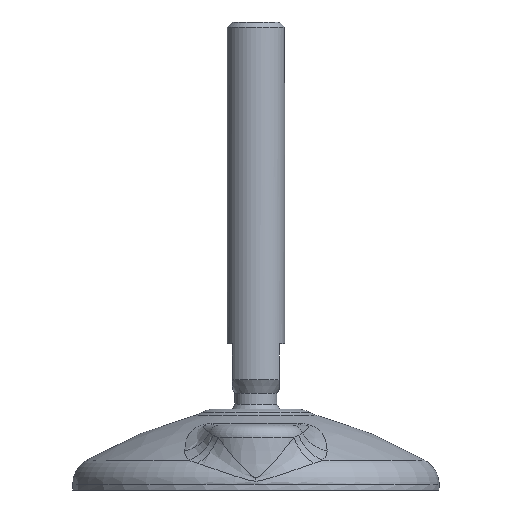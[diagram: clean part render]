
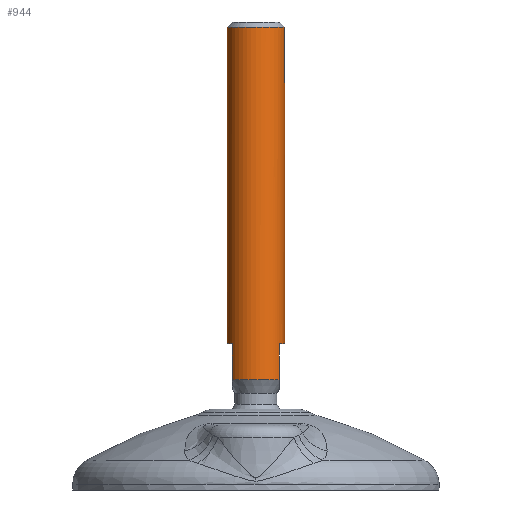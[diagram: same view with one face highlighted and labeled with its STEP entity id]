
A CAD part, left-side view. The second image highlights one B-rep face of the part: STEP entity #944.
In plain terms, the highlighted cylindrical face has radius 8 mm (diameter 16 mm), a full revolution.
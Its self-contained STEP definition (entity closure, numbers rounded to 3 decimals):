
#93=CYLINDRICAL_SURFACE('',#1073,8.);
#107=LINE('',#4676,#129);
#108=LINE('',#4682,#130);
#109=LINE('',#4686,#131);
#110=LINE('',#4690,#132);
#111=LINE('',#4694,#133);
#129=VECTOR('',#1306,8.);
#130=VECTOR('',#1311,10.);
#131=VECTOR('',#1314,10.);
#132=VECTOR('',#1317,10.);
#133=VECTOR('',#1320,10.);
#196=FACE_OUTER_BOUND('',#263,.T.);
#263=EDGE_LOOP('',(#777,#778,#779,#780,#781,#782,#783,#784,#785,#786,#787,
#788,#789,#790));
#335=CIRCLE('',#1074,8.);
#336=CIRCLE('',#1075,8.);
#337=CIRCLE('',#1076,8.);
#338=CIRCLE('',#1077,8.);
#339=CIRCLE('',#1078,8.);
#340=CIRCLE('',#1079,8.);
#341=CIRCLE('',#1080,8.);
#342=CIRCLE('',#1081,8.);
#414=VERTEX_POINT('',#4671);
#415=VERTEX_POINT('',#4672);
#416=VERTEX_POINT('',#4675);
#417=VERTEX_POINT('',#4677);
#418=VERTEX_POINT('',#4679);
#419=VERTEX_POINT('',#4681);
#420=VERTEX_POINT('',#4683);
#421=VERTEX_POINT('',#4685);
#422=VERTEX_POINT('',#4687);
#423=VERTEX_POINT('',#4689);
#424=VERTEX_POINT('',#4691);
#425=VERTEX_POINT('',#4693);
#538=EDGE_CURVE('',#414,#415,#335,.T.);
#539=EDGE_CURVE('',#415,#414,#336,.T.);
#540=EDGE_CURVE('',#415,#416,#107,.T.);
#541=EDGE_CURVE('',#416,#417,#337,.T.);
#542=EDGE_CURVE('',#417,#418,#338,.T.);
#543=EDGE_CURVE('',#418,#419,#108,.T.);
#544=EDGE_CURVE('',#419,#420,#339,.T.);
#545=EDGE_CURVE('',#420,#421,#109,.T.);
#546=EDGE_CURVE('',#421,#422,#340,.T.);
#547=EDGE_CURVE('',#423,#422,#110,.T.);
#548=EDGE_CURVE('',#424,#423,#341,.T.);
#549=EDGE_CURVE('',#425,#424,#111,.T.);
#550=EDGE_CURVE('',#425,#416,#342,.T.);
#777=ORIENTED_EDGE('',*,*,#538,.F.);
#778=ORIENTED_EDGE('',*,*,#539,.F.);
#779=ORIENTED_EDGE('',*,*,#540,.T.);
#780=ORIENTED_EDGE('',*,*,#541,.T.);
#781=ORIENTED_EDGE('',*,*,#542,.T.);
#782=ORIENTED_EDGE('',*,*,#543,.T.);
#783=ORIENTED_EDGE('',*,*,#544,.T.);
#784=ORIENTED_EDGE('',*,*,#545,.T.);
#785=ORIENTED_EDGE('',*,*,#546,.T.);
#786=ORIENTED_EDGE('',*,*,#547,.F.);
#787=ORIENTED_EDGE('',*,*,#548,.F.);
#788=ORIENTED_EDGE('',*,*,#549,.F.);
#789=ORIENTED_EDGE('',*,*,#550,.T.);
#790=ORIENTED_EDGE('',*,*,#540,.F.);
#944=ADVANCED_FACE('',(#196),#93,.T.);
#1073=AXIS2_PLACEMENT_3D('',#4670,#1300,#1301);
#1074=AXIS2_PLACEMENT_3D('',#4673,#1302,#1303);
#1075=AXIS2_PLACEMENT_3D('',#4674,#1304,#1305);
#1076=AXIS2_PLACEMENT_3D('',#4678,#1307,#1308);
#1077=AXIS2_PLACEMENT_3D('',#4680,#1309,#1310);
#1078=AXIS2_PLACEMENT_3D('',#4684,#1312,#1313);
#1079=AXIS2_PLACEMENT_3D('',#4688,#1315,#1316);
#1080=AXIS2_PLACEMENT_3D('',#4692,#1318,#1319);
#1081=AXIS2_PLACEMENT_3D('',#4695,#1321,#1322);
#1300=DIRECTION('center_axis',(0.,0.,1.));
#1301=DIRECTION('ref_axis',(1.,0.,0.));
#1302=DIRECTION('center_axis',(0.,0.,
1.));
#1303=DIRECTION('ref_axis',(-0.814,0.581,0.));
#1304=DIRECTION('center_axis',(0.,0.,
1.));
#1305=DIRECTION('ref_axis',(-0.814,0.581,0.));
#1306=DIRECTION('',(0.,0.,-1.));
#1307=DIRECTION('center_axis',(0.,0.,1.));
#1308=DIRECTION('ref_axis',(1.,0.,0.));
#1309=DIRECTION('center_axis',(0.,0.,1.));
#1310=DIRECTION('ref_axis',(1.,0.,0.));
#1311=DIRECTION('',(0.,0.,1.));
#1312=DIRECTION('center_axis',(0.,0.,1.));
#1313=DIRECTION('ref_axis',(0.,1.,0.));
#1314=DIRECTION('',(0.,0.,-1.));
#1315=DIRECTION('center_axis',(0.,0.,1.));
#1316=DIRECTION('ref_axis',(1.,0.,0.));
#1317=DIRECTION('',(0.,0.,-1.));
#1318=DIRECTION('center_axis',(0.,0.,-1.));
#1319=DIRECTION('ref_axis',(0.,-1.,0.));
#1320=DIRECTION('',(0.,0.,1.));
#1321=DIRECTION('center_axis',(0.,0.,1.));
#1322=DIRECTION('ref_axis',(1.,0.,0.));
#4670=CARTESIAN_POINT('Origin',(0.,0.,65.649));
#4671=CARTESIAN_POINT('',(-6.511,4.649,128.5));
#4672=CARTESIAN_POINT('',(-8.,0.,128.5));
#4673=CARTESIAN_POINT('Origin',(0.,0.,
128.5));
#4674=CARTESIAN_POINT('Origin',(0.,0.,
128.5));
#4675=CARTESIAN_POINT('',(-8.,0.,30.649));
#4676=CARTESIAN_POINT('',(-8.,0.,65.649));
#4677=CARTESIAN_POINT('',(-6.511,-4.649,30.649));
#4678=CARTESIAN_POINT('Origin',(0.,0.,30.649));
#4679=CARTESIAN_POINT('',(-4.664,-6.5,30.649));
#4680=CARTESIAN_POINT('Origin',(0.,0.,30.649));
#4681=CARTESIAN_POINT('',(-4.664,-6.5,40.649));
#4682=CARTESIAN_POINT('',(-4.664,-6.5,65.649));
#4683=CARTESIAN_POINT('',(4.664,-6.5,40.649));
#4684=CARTESIAN_POINT('Origin',(0.,0.,40.649));
#4685=CARTESIAN_POINT('',(4.664,-6.5,30.649));
#4686=CARTESIAN_POINT('',(4.664,-6.5,75.649));
#4687=CARTESIAN_POINT('',(4.664,6.5,30.649));
#4688=CARTESIAN_POINT('Origin',(0.,0.,30.649));
#4689=CARTESIAN_POINT('',(4.664,6.5,40.649));
#4690=CARTESIAN_POINT('',(4.664,6.5,75.649));
#4691=CARTESIAN_POINT('',(-4.664,6.5,40.649));
#4692=CARTESIAN_POINT('Origin',(0.,0.,40.649));
#4693=CARTESIAN_POINT('',(-4.664,6.5,30.649));
#4694=CARTESIAN_POINT('',(-4.664,6.5,65.649));
#4695=CARTESIAN_POINT('Origin',(0.,0.,30.649));
